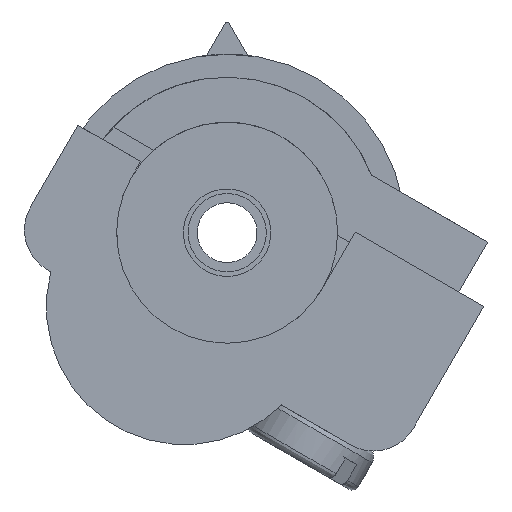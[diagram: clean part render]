
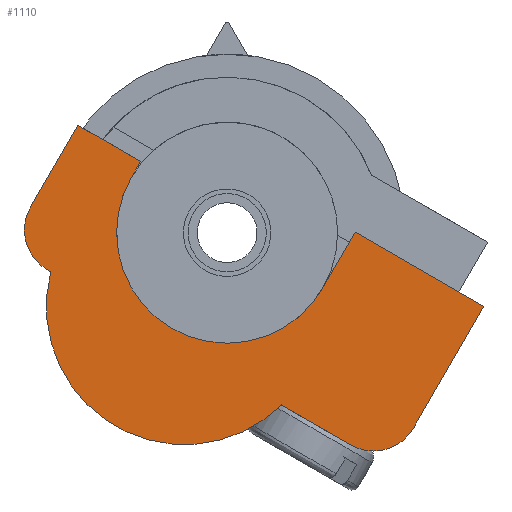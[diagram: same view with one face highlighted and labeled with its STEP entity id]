
A CAD part, front view. The second image highlights one B-rep face of the part: STEP entity #1110.
In plain terms, the highlighted planar face has unit normal (0, -1, 0).
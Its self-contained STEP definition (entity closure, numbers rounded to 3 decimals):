
#930=PLANE('',#4375);
#1110=ADVANCED_FACE('',(#1318),#930,.T.);
#1318=FACE_OUTER_BOUND('',#1545,.T.);
#1545=EDGE_LOOP('',(#2891,#2892,#2893,#2894,#2895,#2896,#2897,#2898,#2899,
#2900,#2901,#2902));
#1762=LINE('',#6397,#2023);
#1769=LINE('',#6413,#2030);
#1788=LINE('',#6459,#2049);
#1793=LINE('',#6469,#2054);
#1805=LINE('',#6506,#2066);
#1806=LINE('',#6508,#2067);
#1807=LINE('',#6510,#2068);
#1808=LINE('',#6513,#2069);
#2023=VECTOR('',#5168,1.);
#2030=VECTOR('',#5179,1.);
#2049=VECTOR('',#5226,1.);
#2054=VECTOR('',#5233,1.);
#2066=VECTOR('',#5267,1.);
#2067=VECTOR('',#5270,1.);
#2068=VECTOR('',#5271,1.);
#2069=VECTOR('',#5274,1.);
#2891=ORIENTED_EDGE('',*,*,#3751,.T.);
#2892=ORIENTED_EDGE('',*,*,#3752,.T.);
#2893=ORIENTED_EDGE('',*,*,#3753,.T.);
#2894=ORIENTED_EDGE('',*,*,#3750,.T.);
#2895=ORIENTED_EDGE('',*,*,#3733,.T.);
#2896=ORIENTED_EDGE('',*,*,#3754,.T.);
#2897=ORIENTED_EDGE('',*,*,#3755,.T.);
#2898=ORIENTED_EDGE('',*,*,#3732,.T.);
#2899=ORIENTED_EDGE('',*,*,#3727,.T.);
#2900=ORIENTED_EDGE('',*,*,#3696,.T.);
#2901=ORIENTED_EDGE('',*,*,#3717,.T.);
#2902=ORIENTED_EDGE('',*,*,#3703,.T.);
#3268=VERTEX_POINT('',#6396);
#3269=VERTEX_POINT('',#6398);
#3275=VERTEX_POINT('',#6412);
#3276=VERTEX_POINT('',#6414);
#3289=VERTEX_POINT('',#6460);
#3291=VERTEX_POINT('',#6466);
#3293=VERTEX_POINT('',#6472);
#3294=VERTEX_POINT('',#6473);
#3305=VERTEX_POINT('',#6502);
#3307=VERTEX_POINT('',#6509);
#3308=VERTEX_POINT('',#6511);
#3309=VERTEX_POINT('',#6514);
#3696=EDGE_CURVE('',#3269,#3268,#1762,.T.);
#3703=EDGE_CURVE('',#3276,#3275,#1769,.T.);
#3717=EDGE_CURVE('',#3268,#3276,#3913,.T.);
#3727=EDGE_CURVE('',#3289,#3269,#1788,.T.);
#3732=EDGE_CURVE('',#3291,#3289,#1793,.T.);
#3733=EDGE_CURVE('',#3293,#3294,#3916,.T.);
#3750=EDGE_CURVE('',#3305,#3293,#1805,.T.);
#3751=EDGE_CURVE('',#3275,#3307,#1806,.T.);
#3752=EDGE_CURVE('',#3307,#3308,#1807,.T.);
#3753=EDGE_CURVE('',#3308,#3305,#3922,.T.);
#3754=EDGE_CURVE('',#3294,#3309,#1808,.T.);
#3755=EDGE_CURVE('',#3309,#3291,#3923,.T.);
#3913=CIRCLE('',#4353,4.8);
#3916=CIRCLE('',#4362,6.);
#3922=CIRCLE('',#4373,2.);
#3923=CIRCLE('',#4374,2.);
#4353=AXIS2_PLACEMENT_3D('',#6440,#5205,#5206);
#4362=AXIS2_PLACEMENT_3D('',#6471,#5236,#5237);
#4373=AXIS2_PLACEMENT_3D('',#6512,#5272,#5273);
#4374=AXIS2_PLACEMENT_3D('',#6515,#5275,#5276);
#4375=AXIS2_PLACEMENT_3D('',#6516,#5277,#5278);
#5168=DIRECTION('',(-0.5,0.,-0.866));
#5179=DIRECTION('',(0.5,0.,0.866));
#5205=DIRECTION('',(0.,1.,0.));
#5206=DIRECTION('',(0.866,0.,-0.5));
#5226=DIRECTION('',(-0.866,0.,0.5));
#5233=DIRECTION('',(0.5,0.,0.866));
#5236=DIRECTION('',(0.,-1.,0.));
#5237=DIRECTION('',(-0.968,0.,0.251));
#5267=DIRECTION('',(0.866,0.,-0.5));
#5270=DIRECTION('',(-0.866,0.,0.5));
#5271=DIRECTION('',(-0.5,0.,-0.866));
#5272=DIRECTION('',(0.,-1.,0.));
#5273=DIRECTION('',(-0.866,0.,0.5));
#5274=DIRECTION('',(0.866,0.,-0.5));
#5275=DIRECTION('',(0.,-1.,0.));
#5276=DIRECTION('',(-0.5,0.,-0.866));
#5277=DIRECTION('',(0.,-1.,0.));
#5278=DIRECTION('',(0.866,0.,-0.5));
#6396=CARTESIAN_POINT('',(4.157,-46.2,-2.4));
#6397=CARTESIAN_POINT('',(5.557,-46.2,0.025));
#6398=CARTESIAN_POINT('',(5.557,-46.2,0.025));
#6412=CARTESIAN_POINT('',(-3.757,-46.2,3.093));
#6413=CARTESIAN_POINT('',(-4.157,-46.2,2.4));
#6414=CARTESIAN_POINT('',(-4.157,-46.2,2.4));
#6440=CARTESIAN_POINT('',(0.,-46.2,0.));
#6459=CARTESIAN_POINT('',(11.143,-46.2,-3.2));
#6460=CARTESIAN_POINT('',(11.143,-46.2,-3.2));
#6466=CARTESIAN_POINT('',(8.093,-46.2,-8.483));
#6469=CARTESIAN_POINT('',(8.093,-46.2,-8.483));
#6471=CARTESIAN_POINT('',(-1.85,-46.2,-3.204));
#6472=CARTESIAN_POINT('',(-7.658,-46.2,-1.699));
#6473=CARTESIAN_POINT('',(2.358,-46.2,-7.481));
#6502=CARTESIAN_POINT('',(-7.803,-46.2,-1.615));
#6506=CARTESIAN_POINT('',(-7.803,-46.2,-1.615));
#6508=CARTESIAN_POINT('',(-3.757,-46.2,3.093));
#6509=CARTESIAN_POINT('',(-6.485,-46.2,4.668));
#6510=CARTESIAN_POINT('',(-6.485,-46.2,4.668));
#6511=CARTESIAN_POINT('',(-8.535,-46.2,1.117));
#6512=CARTESIAN_POINT('',(-6.803,-46.2,0.117));
#6513=CARTESIAN_POINT('',(2.358,-46.2,-7.481));
#6514=CARTESIAN_POINT('',(5.361,-46.2,-9.215));
#6515=CARTESIAN_POINT('',(6.361,-46.2,-7.483));
#6516=CARTESIAN_POINT('',(-12.342,-46.2,-4.317));
